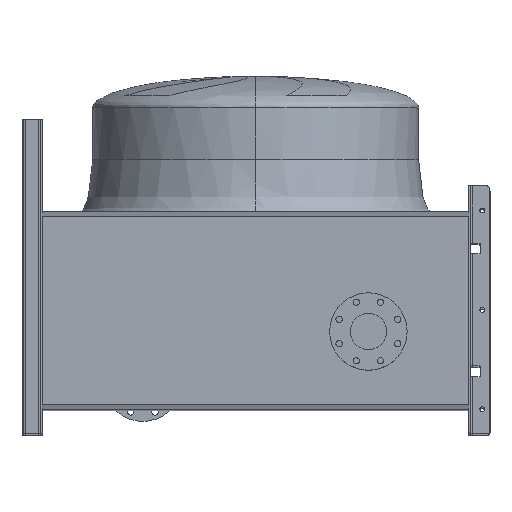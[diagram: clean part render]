
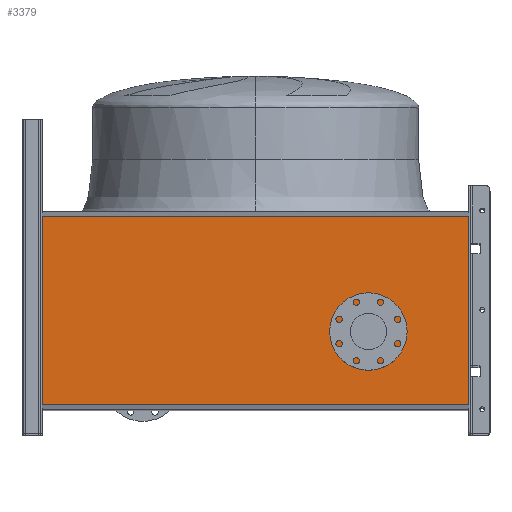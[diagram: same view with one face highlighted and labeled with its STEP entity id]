
A CAD part, top view. The second image highlights one B-rep face of the part: STEP entity #3379.
In plain terms, the highlighted planar face has unit normal (0, 0, 1).
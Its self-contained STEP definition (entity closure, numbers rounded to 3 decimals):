
#45 = EDGE_CURVE ( 'NONE', #810, #6480, #247, .T. ) ;
#68 = CIRCLE ( 'NONE', #9394, 54. ) ;
#247 = LINE ( 'NONE', #8660, #8644 ) ;
#354 = ORIENTED_EDGE ( 'NONE', *, *, #1203, .T. ) ;
#535 = ORIENTED_EDGE ( 'NONE', *, *, #4965, .T. ) ;
#810 = VERTEX_POINT ( 'NONE', #3002 ) ;
#1034 = LINE ( 'NONE', #4842, #4732 ) ;
#1203 = EDGE_CURVE ( 'NONE', #7983, #5892, #68, .T. ) ;
#1428 = VERTEX_POINT ( 'NONE', #8651 ) ;
#1437 = LINE ( 'NONE', #3030, #3263 ) ;
#1465 = DIRECTION ( 'NONE',  ( 0., 0., -1. ) ) ;
#1726 = ORIENTED_EDGE ( 'NONE', *, *, #7658, .F. ) ;
#1847 = VERTEX_POINT ( 'NONE', #5033 ) ;
#1881 = ORIENTED_EDGE ( 'NONE', *, *, #9333, .T. ) ;
#2391 = CIRCLE ( 'NONE', #4036, 54. ) ;
#2434 = DIRECTION ( 'NONE',  ( 0., 0., -1. ) ) ;
#3002 = CARTESIAN_POINT ( 'NONE',  ( 605., 547.422, 240. ) ) ;
#3030 = CARTESIAN_POINT ( 'NONE',  ( 605., 12.578, 240. ) ) ;
#3263 = VECTOR ( 'NONE', #4874, 1000. ) ;
#3379 = ADVANCED_FACE ( 'NONE', ( #8343, #9926 ), #8387, .F. ) ;
#3383 = EDGE_LOOP ( 'NONE', ( #535, #354 ) ) ;
#3681 = CARTESIAN_POINT ( 'NONE',  ( 320., 274., 240. ) ) ;
#3919 = VECTOR ( 'NONE', #4250, 1000. ) ;
#4036 = AXIS2_PLACEMENT_3D ( 'NONE', #7087, #2434, #4322 ) ;
#4056 = CARTESIAN_POINT ( 'NONE',  ( 320., 220., 240. ) ) ;
#4201 = AXIS2_PLACEMENT_3D ( 'NONE', #9250, #1465, #5227 ) ;
#4250 = DIRECTION ( 'NONE',  ( 0., -1., 0. ) ) ;
#4322 = DIRECTION ( 'NONE',  ( -1., 0., 0. ) ) ;
#4732 = VECTOR ( 'NONE', #8926, 1000. ) ;
#4842 = CARTESIAN_POINT ( 'NONE',  ( 1214.262, 12.578, 240. ) ) ;
#4874 = DIRECTION ( 'NONE',  ( 0., -1., 0. ) ) ;
#4965 = EDGE_CURVE ( 'NONE', #5892, #7983, #2391, .T. ) ;
#5024 = CARTESIAN_POINT ( 'NONE',  ( 320., 166., 240. ) ) ;
#5033 = CARTESIAN_POINT ( 'NONE',  ( -605., 12.578, 240. ) ) ;
#5227 = DIRECTION ( 'NONE',  ( -1., 0., 0. ) ) ;
#5538 = DIRECTION ( 'NONE',  ( -1., 0., 0. ) ) ;
#5884 = LINE ( 'NONE', #9001, #3919 ) ;
#5892 = VERTEX_POINT ( 'NONE', #3681 ) ;
#6260 = DIRECTION ( 'NONE',  ( 0., 0., -1. ) ) ;
#6286 = EDGE_LOOP ( 'NONE', ( #9490, #10083, #1881, #1726 ) ) ;
#6480 = VERTEX_POINT ( 'NONE', #8867 ) ;
#7087 = CARTESIAN_POINT ( 'NONE',  ( 320., 220., 240. ) ) ;
#7658 = EDGE_CURVE ( 'NONE', #1428, #1847, #1034, .T. ) ;
#7946 = EDGE_CURVE ( 'NONE', #810, #1428, #1437, .T. ) ;
#7983 = VERTEX_POINT ( 'NONE', #5024 ) ;
#8343 = FACE_OUTER_BOUND ( 'NONE', #6286, .T. ) ;
#8387 = PLANE ( 'NONE',  #4201 ) ;
#8644 = VECTOR ( 'NONE', #5538, 1000. ) ;
#8651 = CARTESIAN_POINT ( 'NONE',  ( 605., 12.578, 240. ) ) ;
#8660 = CARTESIAN_POINT ( 'NONE',  ( 1214.262, 547.422, 240. ) ) ;
#8867 = CARTESIAN_POINT ( 'NONE',  ( -605., 547.422, 240. ) ) ;
#8926 = DIRECTION ( 'NONE',  ( -1., 0., 0. ) ) ;
#9001 = CARTESIAN_POINT ( 'NONE',  ( -605., 12.578, 240. ) ) ;
#9250 = CARTESIAN_POINT ( 'NONE',  ( 1214.262, 12.578, 240. ) ) ;
#9333 = EDGE_CURVE ( 'NONE', #6480, #1847, #5884, .T. ) ;
#9373 = DIRECTION ( 'NONE',  ( -1., 0., 0. ) ) ;
#9394 = AXIS2_PLACEMENT_3D ( 'NONE', #4056, #6260, #9373 ) ;
#9490 = ORIENTED_EDGE ( 'NONE', *, *, #7946, .F. ) ;
#9926 = FACE_BOUND ( 'NONE', #3383, .T. ) ;
#10083 = ORIENTED_EDGE ( 'NONE', *, *, #45, .T. ) ;
